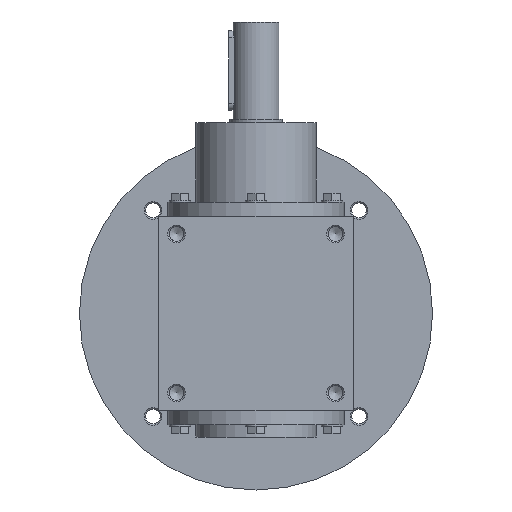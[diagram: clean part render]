
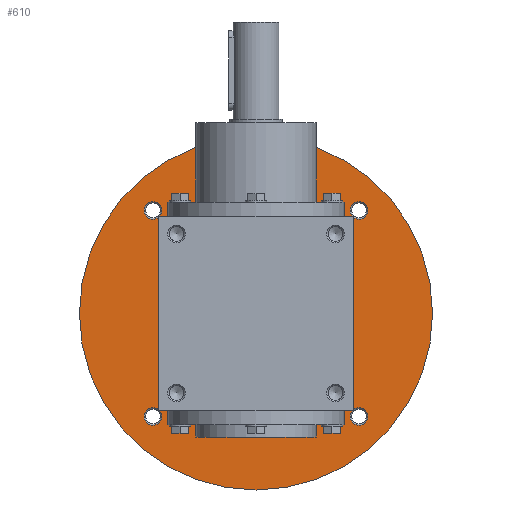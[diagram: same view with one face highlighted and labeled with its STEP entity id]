
A CAD part, left-side view. The second image highlights one B-rep face of the part: STEP entity #610.
In plain terms, the highlighted planar face has unit normal (-1, 0, 0).
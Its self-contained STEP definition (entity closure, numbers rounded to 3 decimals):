
#610 = ADVANCED_FACE( '', ( #1282, #1283, #1284, #1285, #1286, #1287 ), #1288, .F. );
#1282 = FACE_OUTER_BOUND( '', #1965, .T. );
#1283 = FACE_BOUND( '', #1966, .T. );
#1284 = FACE_BOUND( '', #1967, .T. );
#1285 = FACE_BOUND( '', #1968, .T. );
#1286 = FACE_BOUND( '', #1969, .T. );
#1287 = FACE_BOUND( '', #1970, .T. );
#1288 = PLANE( '', #1971 );
#1965 = EDGE_LOOP( '', ( #3115 ) );
#1966 = EDGE_LOOP( '', ( #3116 ) );
#1967 = EDGE_LOOP( '', ( #3117 ) );
#1968 = EDGE_LOOP( '', ( #3118 ) );
#1969 = EDGE_LOOP( '', ( #3119 ) );
#1970 = EDGE_LOOP( '', ( #3120 ) );
#1971 = AXIS2_PLACEMENT_3D( '', #3121, #3122, #3123 );
#3115 = ORIENTED_EDGE( '', *, *, #3657, .F. );
#3116 = ORIENTED_EDGE( '', *, *, #3619, .T. );
#3117 = ORIENTED_EDGE( '', *, *, #3350, .T. );
#3118 = ORIENTED_EDGE( '', *, *, #3403, .T. );
#3119 = ORIENTED_EDGE( '', *, *, #3353, .T. );
#3120 = ORIENTED_EDGE( '', *, *, #3718, .T. );
#3121 = CARTESIAN_POINT( '', ( 37., 50., 0. ) );
#3122 = DIRECTION( '', ( 1., 0., 0. ) );
#3123 = DIRECTION( '', ( 0., 0., -1. ) );
#3350 = EDGE_CURVE( '', #3829, #3829, #3830, .T. );
#3353 = EDGE_CURVE( '', #3834, #3834, #3835, .T. );
#3403 = EDGE_CURVE( '', #3915, #3915, #3916, .T. );
#3619 = EDGE_CURVE( '', #4254, #4254, #4255, .T. );
#3657 = EDGE_CURVE( '', #4298, #4298, #4299, .T. );
#3718 = EDGE_CURVE( '', #4371, #4371, #4372, .T. );
#3829 = VERTEX_POINT( '', #4508 );
#3830 = CIRCLE( '', #4509, 5. );
#3834 = VERTEX_POINT( '', #4513 );
#3835 = CIRCLE( '', #4514, 5. );
#3915 = VERTEX_POINT( '', #4602 );
#3916 = CIRCLE( '', #4603, 5. );
#4254 = VERTEX_POINT( '', #5061 );
#4255 = CIRCLE( '', #5062, 5. );
#4298 = VERTEX_POINT( '', #5116 );
#4299 = CIRCLE( '', #5117, 100. );
#4371 = VERTEX_POINT( '', #5196 );
#4372 = CIRCLE( '', #5197, 50. );
#4508 = CARTESIAN_POINT( '', ( 37., 58.336, -63.336 ) );
#4509 = AXIS2_PLACEMENT_3D( '', #5323, #5324, #5325 );
#4513 = CARTESIAN_POINT( '', ( 37., 58.336, 53.336 ) );
#4514 = AXIS2_PLACEMENT_3D( '', #5329, #5330, #5331 );
#4602 = CARTESIAN_POINT( '', ( 37., -58.336, -63.336 ) );
#4603 = AXIS2_PLACEMENT_3D( '', #5428, #5429, #5430 );
#5061 = CARTESIAN_POINT( '', ( 37., -58.336, 53.336 ) );
#5062 = AXIS2_PLACEMENT_3D( '', #5804, #5805, #5806 );
#5116 = CARTESIAN_POINT( '', ( 37., 0., -100. ) );
#5117 = AXIS2_PLACEMENT_3D( '', #5850, #5851, #5852 );
#5196 = CARTESIAN_POINT( '', ( 37., 0., -50. ) );
#5197 = AXIS2_PLACEMENT_3D( '', #5920, #5921, #5922 );
#5323 = CARTESIAN_POINT( '', ( 37., 58.336, -58.336 ) );
#5324 = DIRECTION( '', ( 1., 0., 0. ) );
#5325 = DIRECTION( '', ( 0., 0., -1. ) );
#5329 = CARTESIAN_POINT( '', ( 37., 58.336, 58.336 ) );
#5330 = DIRECTION( '', ( 1., 0., 0. ) );
#5331 = DIRECTION( '', ( 0., 0., -1. ) );
#5428 = CARTESIAN_POINT( '', ( 37., -58.336, -58.336 ) );
#5429 = DIRECTION( '', ( 1., 0., 0. ) );
#5430 = DIRECTION( '', ( 0., 0., -1. ) );
#5804 = CARTESIAN_POINT( '', ( 37., -58.336, 58.336 ) );
#5805 = DIRECTION( '', ( 1., 0., 0. ) );
#5806 = DIRECTION( '', ( 0., 0., -1. ) );
#5850 = CARTESIAN_POINT( '', ( 37., 0., 0. ) );
#5851 = DIRECTION( '', ( 1., 0., 0. ) );
#5852 = DIRECTION( '', ( 0., 0., -1. ) );
#5920 = CARTESIAN_POINT( '', ( 37., 0., 0. ) );
#5921 = DIRECTION( '', ( 1., 0., 0. ) );
#5922 = DIRECTION( '', ( 0., 0., -1. ) );
